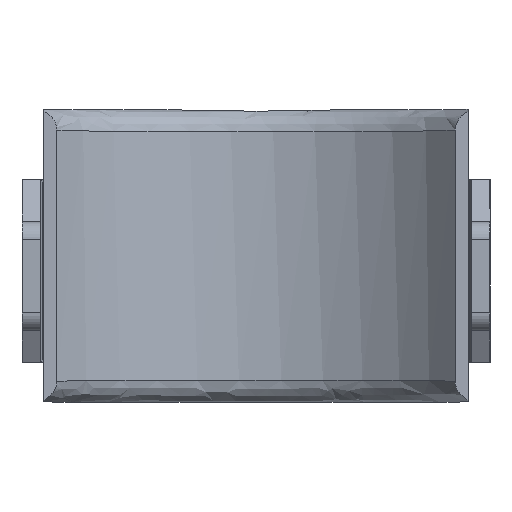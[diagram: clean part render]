
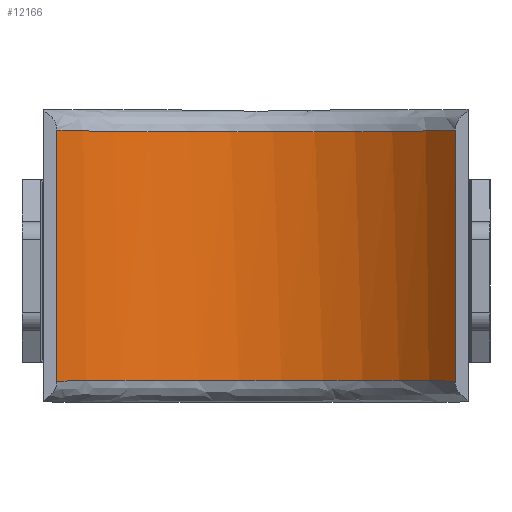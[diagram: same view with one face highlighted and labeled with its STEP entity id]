
A CAD part, front view. The second image highlights one B-rep face of the part: STEP entity #12166.
In plain terms, the highlighted cylindrical face has radius 35 mm (diameter 70 mm), a partial arc.
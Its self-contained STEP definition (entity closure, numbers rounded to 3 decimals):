
#227 = DIRECTION ( 'NONE',  ( 0., 0., -1. ) ) ;
#453 = EDGE_CURVE ( 'NONE', #5931, #8190, #10217, .T. ) ;
#561 = CARTESIAN_POINT ( 'NONE',  ( 15.669, -3.697, -17.012 ) ) ;
#609 = CARTESIAN_POINT ( 'NONE',  ( 15.669, -3.697, 17.012 ) ) ;
#652 = ORIENTED_EDGE ( 'NONE', *, *, #11703, .T. ) ;
#677 = CARTESIAN_POINT ( 'NONE',  ( 26.81, -12.491, 17.151 ) ) ;
#744 = CARTESIAN_POINT ( 'NONE',  ( 12.73, -2.293, 17.003 ) ) ;
#766 = CARTESIAN_POINT ( 'NONE',  ( 25.053, -10.551, -17.107 ) ) ;
#969 = CARTESIAN_POINT ( 'NONE',  ( 0., -35., 20. ) ) ;
#1427 = AXIS2_PLACEMENT_3D ( 'NONE', #969, #8067, #12157 ) ;
#1569 = CARTESIAN_POINT ( 'NONE',  ( -17.414, -4.529, -17.018 ) ) ;
#1636 = CARTESIAN_POINT ( 'NONE',  ( 10.287, -1.445, -17.001 ) ) ;
#1974 = FACE_OUTER_BOUND ( 'NONE', #7364, .T. ) ;
#2189 = ORIENTED_EDGE ( 'NONE', *, *, #453, .T. ) ;
#2517 = CARTESIAN_POINT ( 'NONE',  ( 27.221, -13., -17.164 ) ) ;
#2580 = CARTESIAN_POINT ( 'NONE',  ( -10.236, -1.505, -17.001 ) ) ;
#2640 = CARTESIAN_POINT ( 'NONE',  ( -27.221, -13., 17.164 ) ) ;
#2686 = CARTESIAN_POINT ( 'NONE',  ( -12.709, -2.363, 17.004 ) ) ;
#2760 = CARTESIAN_POINT ( 'NONE',  ( 26.384, -11.994, 17.139 ) ) ;
#2828 = CARTESIAN_POINT ( 'NONE',  ( 27.221, -13., 17.164 ) ) ;
#2892 = CARTESIAN_POINT ( 'NONE',  ( -25.523, -11.016, 17.116 ) ) ;
#2966 = CARTESIAN_POINT ( 'NONE',  ( -27.221, -13., 17.164 ) ) ;
#3005 = CARTESIAN_POINT ( 'NONE',  ( 27.221, -13., -17.164 ) ) ;
#3659 = CARTESIAN_POINT ( 'NONE',  ( -26.398, -11.982, -17.138 ) ) ;
#3703 = CARTESIAN_POINT ( 'NONE',  ( -23.671, -9.186, 17.08 ) ) ;
#3843 = CARTESIAN_POINT ( 'NONE',  ( 23.663, -9.179, 17.08 ) ) ;
#3869 = CARTESIAN_POINT ( 'NONE',  ( 20.666, -6.723, -17.042 ) ) ;
#3909 = CARTESIAN_POINT ( 'NONE',  ( 6.488, -0.582, 16.999 ) ) ;
#3973 = CARTESIAN_POINT ( 'NONE',  ( 5.193, -0.363, 16.999 ) ) ;
#4223 = VECTOR ( 'NONE', #227, 1000. ) ;
#4605 = CARTESIAN_POINT ( 'NONE',  ( -22.692, -8.321, -17.066 ) ) ;
#4674 = CARTESIAN_POINT ( 'NONE',  ( 26.81, -12.491, -17.151 ) ) ;
#4737 = CARTESIAN_POINT ( 'NONE',  ( -5.204, -0.293, -16.999 ) ) ;
#4783 = CARTESIAN_POINT ( 'NONE',  ( -8.987, -1.149, 17. ) ) ;
#4851 = CARTESIAN_POINT ( 'NONE',  ( 1.293, 0.001, 16.999 ) ) ;
#4923 = CARTESIAN_POINT ( 'NONE',  ( 10.287, -1.445, 17.001 ) ) ;
#5628 = CARTESIAN_POINT ( 'NONE',  ( 16.253, -3.996, -17.014 ) ) ;
#5689 = CARTESIAN_POINT ( 'NONE',  ( -12.709, -2.363, -17.004 ) ) ;
#5802 = CARTESIAN_POINT ( 'NONE',  ( 17.398, -4.623, 17.02 ) ) ;
#5870 = CARTESIAN_POINT ( 'NONE',  ( 17.959, -4.952, 17.023 ) ) ;
#5891 = CARTESIAN_POINT ( 'NONE',  ( -23.671, -9.186, -17.08 ) ) ;
#5931 = VERTEX_POINT ( 'NONE', #9255 ) ;
#6455 = LINE ( 'NONE', #9625, #10263 ) ;
#6566 = LINE ( 'NONE', #12632, #4223 ) ;
#6647 = CARTESIAN_POINT ( 'NONE',  ( 17.959, -4.952, -17.023 ) ) ;
#6707 = CARTESIAN_POINT ( 'NONE',  ( -2.635, -0.001, -16.999 ) ) ;
#6721 = B_SPLINE_CURVE_WITH_KNOTS ( 'NONE', 3,
 ( #7739, #3659, #11827, #5891, #4605, #9881, #1569, #13111, #5689, #2580, #9813, #4737, #6707, #10820, #6916, #10884, #6846, #1636, #12843, #561, #5628, #12971, #6647, #9750, #3869, #8870, #11018, #766, #12028, #10011, #4674, #2517 ),
 .UNSPECIFIED., .F., .F.,
 ( 4, 2, 2, 2, 2, 2, 2, 2, 2, 2, 2, 2, 2, 2, 2, 4 ),
 ( 0., 0.004, 0.008, 0.016, 0.02, 0.023, 0.031, 0.035, 0.039, 0.047, 0.049, 0.051, 0.055, 0.059, 0.061, 0.062 ),
 .UNSPECIFIED. ) ;
#6846 = CARTESIAN_POINT ( 'NONE',  ( 6.488, -0.582, -16.999 ) ) ;
#6916 = CARTESIAN_POINT ( 'NONE',  ( 2.597, -0.072, -16.999 ) ) ;
#6960 = CARTESIAN_POINT ( 'NONE',  ( 25.053, -10.551, 17.107 ) ) ;
#7022 = CARTESIAN_POINT ( 'NONE',  ( -26.398, -11.982, 17.138 ) ) ;
#7364 = EDGE_LOOP ( 'NONE', ( #652, #11643, #12965, #2189 ) ) ;
#7686 = VERTEX_POINT ( 'NONE', #13248 ) ;
#7739 = CARTESIAN_POINT ( 'NONE',  ( -27.221, -13., -17.164 ) ) ;
#8045 = CARTESIAN_POINT ( 'NONE',  ( -19.61, -5.892, 17.03 ) ) ;
#8067 = DIRECTION ( 'NONE',  ( 0., 0., -1. ) ) ;
#8111 = CARTESIAN_POINT ( 'NONE',  ( -13.912, -2.858, 17.007 ) ) ;
#8190 = VERTEX_POINT ( 'NONE', #2640 ) ;
#8279 = CYLINDRICAL_SURFACE ( 'NONE', #1427, 35. ) ;
#8851 = CARTESIAN_POINT ( 'NONE',  ( 2.597, -0.072, 16.999 ) ) ;
#8870 = CARTESIAN_POINT ( 'NONE',  ( 22.693, -8.322, -17.066 ) ) ;
#8983 = CARTESIAN_POINT ( 'NONE',  ( -5.204, -0.293, 16.999 ) ) ;
#9053 = CARTESIAN_POINT ( 'NONE',  ( -2.635, -0.001, 16.999 ) ) ;
#9118 = CARTESIAN_POINT ( 'NONE',  ( 19.609, -5.98, 17.033 ) ) ;
#9255 = CARTESIAN_POINT ( 'NONE',  ( 27.221, -13., 17.164 ) ) ;
#9625 = CARTESIAN_POINT ( 'NONE',  ( -27.221, -13., 20. ) ) ;
#9750 = CARTESIAN_POINT ( 'NONE',  ( 19.609, -5.98, -17.033 ) ) ;
#9813 = CARTESIAN_POINT ( 'NONE',  ( -8.987, -1.149, -17. ) ) ;
#9860 = CARTESIAN_POINT ( 'NONE',  ( 20.666, -6.723, 17.042 ) ) ;
#9881 = CARTESIAN_POINT ( 'NONE',  ( -19.61, -5.892, -17.03 ) ) ;
#9926 = CARTESIAN_POINT ( 'NONE',  ( 22.693, -8.322, 17.066 ) ) ;
#9990 = CARTESIAN_POINT ( 'NONE',  ( 25.506, -11.024, 17.117 ) ) ;
#10011 = CARTESIAN_POINT ( 'NONE',  ( 26.384, -11.994, -17.139 ) ) ;
#10217 = B_SPLINE_CURVE_WITH_KNOTS ( 'NONE', 3,
 ( #2828, #677, #2760, #9990, #6960, #3843, #9926, #9860, #9118, #5870, #5802, #13215, #609, #744, #4923, #3909, #3973, #8851, #4851, #9053, #8983, #4783, #13019, #2686, #8111, #13152, #8045, #12134, #3703, #2892, #7022, #2966 ),
 .UNSPECIFIED., .F., .F.,
 ( 4, 2, 2, 2, 2, 2, 2, 2, 2, 2, 2, 2, 2, 2, 2, 4 ),
 ( 0., 0.002, 0.004, 0.008, 0.012, 0.014, 0.016, 0.024, 0.027, 0.031, 0.039, 0.043, 0.047, 0.055, 0.059, 0.063 ),
 .UNSPECIFIED. ) ;
#10263 = VECTOR ( 'NONE', #10570, 1000. ) ;
#10570 = DIRECTION ( 'NONE',  ( 0., 0., -1. ) ) ;
#10820 = CARTESIAN_POINT ( 'NONE',  ( 1.293, 0.001, -16.999 ) ) ;
#10884 = CARTESIAN_POINT ( 'NONE',  ( 5.193, -0.363, -16.999 ) ) ;
#11018 = CARTESIAN_POINT ( 'NONE',  ( 23.663, -9.179, -17.08 ) ) ;
#11471 = VERTEX_POINT ( 'NONE', #3005 ) ;
#11643 = ORIENTED_EDGE ( 'NONE', *, *, #11772, .T. ) ;
#11703 = EDGE_CURVE ( 'NONE', #8190, #7686, #6455, .T. ) ;
#11772 = EDGE_CURVE ( 'NONE', #7686, #11471, #6721, .T. ) ;
#11827 = CARTESIAN_POINT ( 'NONE',  ( -25.523, -11.016, -17.116 ) ) ;
#12028 = CARTESIAN_POINT ( 'NONE',  ( 25.506, -11.024, -17.117 ) ) ;
#12134 = CARTESIAN_POINT ( 'NONE',  ( -22.692, -8.321, 17.066 ) ) ;
#12157 = DIRECTION ( 'NONE',  ( -1., 0., 0. ) ) ;
#12166 = ADVANCED_FACE ( 'NONE', ( #1974 ), #8279, .F. ) ;
#12307 = EDGE_CURVE ( 'NONE', #5931, #11471, #6566, .T. ) ;
#12632 = CARTESIAN_POINT ( 'NONE',  ( 27.221, -13., 20. ) ) ;
#12843 = CARTESIAN_POINT ( 'NONE',  ( 12.73, -2.293, -17.003 ) ) ;
#12965 = ORIENTED_EDGE ( 'NONE', *, *, #12307, .F. ) ;
#12971 = CARTESIAN_POINT ( 'NONE',  ( 17.398, -4.623, -17.02 ) ) ;
#13019 = CARTESIAN_POINT ( 'NONE',  ( -10.236, -1.505, 17.001 ) ) ;
#13111 = CARTESIAN_POINT ( 'NONE',  ( -13.912, -2.858, -17.007 ) ) ;
#13152 = CARTESIAN_POINT ( 'NONE',  ( -17.414, -4.529, 17.018 ) ) ;
#13215 = CARTESIAN_POINT ( 'NONE',  ( 16.253, -3.996, 17.014 ) ) ;
#13248 = CARTESIAN_POINT ( 'NONE',  ( -27.221, -13., -17.164 ) ) ;
